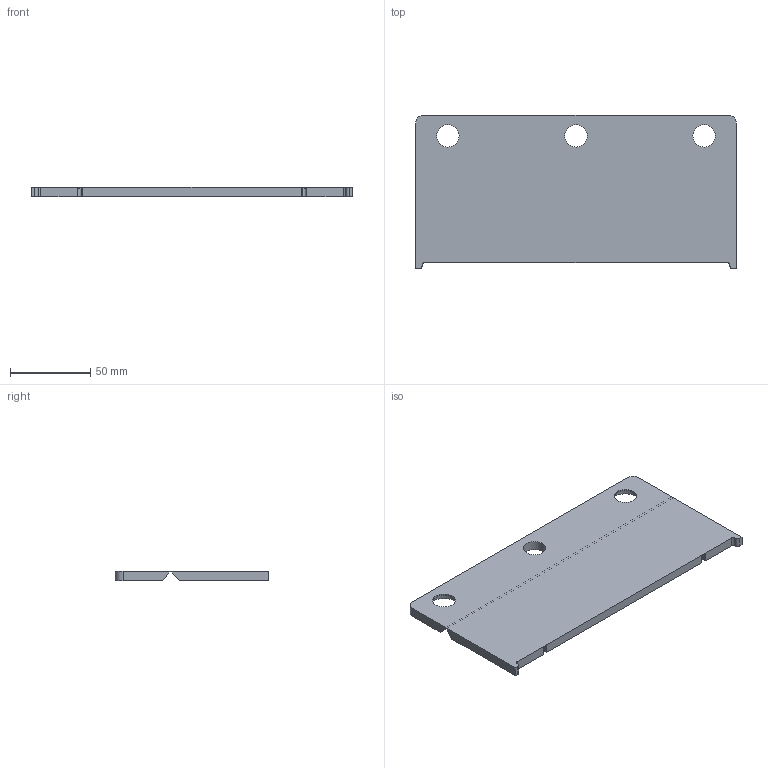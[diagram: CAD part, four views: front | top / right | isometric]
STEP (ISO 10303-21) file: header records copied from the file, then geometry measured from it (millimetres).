
FILE_DESCRIPTION(/* description */ (''),/* implementation_level */ '2;1');
FILE_NAME(/* name */ '740f6bb4-d655-41dd-83b1-1db97cd41673.stp',/* time_stamp */ '2017-12-24T12:55:02+00:00',/* author */ (''),/* organization */ (''),/* preprocessor_version */ 'ST-DEVELOPER v16.13',/* originating_system */ 'Autodesk Translation Framework v6.5.0.72',/* authorisation */ '');
FILE_SCHEMA (('AUTOMOTIVE_DESIGN { 1 0 10303 214 3 1 1 }'));
Length unit declared in the file: millimetre
Products named in the file (2): Z-Rod Shield Rear; Z-Rod Sheild Rear
Assembly tree (1 placements, depth 2):
  Z-Rod Shield Rear
    Z-Rod Sheild Rear
Bounding box: 200 x 96 x 6 mm (x, y, z)
Volume: 98783 mm3; surface area: 41726.2 mm2
Topology: 1 solids, 1 shells, 51 faces, 141 edges, 94 vertices
Faces by surface type: plane 30, cylinder 21
Full cylindrical faces by diameter (mm): 14 x3, 21.2 x2
Entity records: 1719 total; most frequent: DIRECTION 291, CARTESIAN_POINT 289, ORIENTED_EDGE 282, EDGE_CURVE 141, LINE 99, VECTOR 99, AXIS2_PLACEMENT_3D 96, VERTEX_POINT 94
